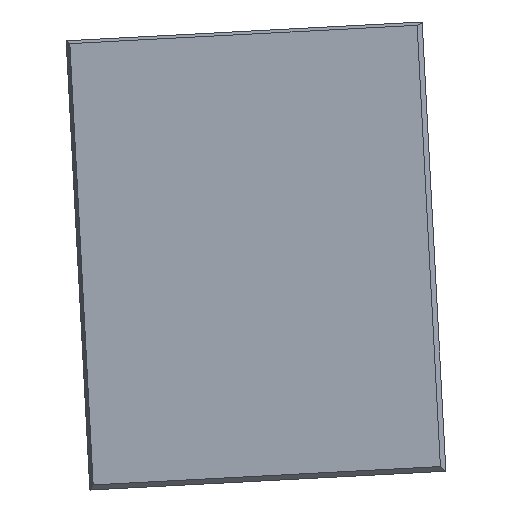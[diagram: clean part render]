
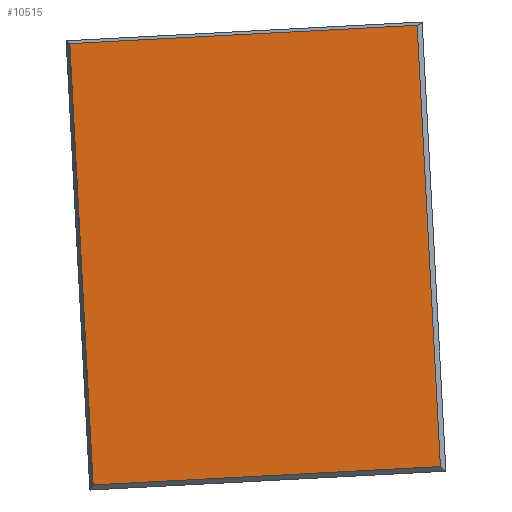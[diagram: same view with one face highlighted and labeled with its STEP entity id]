
A CAD part, left-side view. The second image highlights one B-rep face of the part: STEP entity #10515.
In plain terms, the highlighted planar face has unit normal (-1, 0, 0).
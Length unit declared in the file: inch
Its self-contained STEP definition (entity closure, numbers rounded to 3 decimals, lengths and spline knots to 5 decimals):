
#253 = DIRECTION ( 'NONE',  ( 0., 0.999, -0.053 ) ) ;
#518 = DIRECTION ( 'NONE',  ( 0., 0.053, 0.999 ) ) ;
#1384 = ORIENTED_EDGE ( 'NONE', *, *, #14999, .T. ) ;
#1441 = ORIENTED_EDGE ( 'NONE', *, *, #3439, .T. ) ;
#2209 = CARTESIAN_POINT ( 'NONE',  ( -0.78894, 0.38708, 3.81366 ) ) ;
#2286 = DIRECTION ( 'NONE',  ( 0., 0.053, 0.999 ) ) ;
#2879 = CARTESIAN_POINT ( 'NONE',  ( -0.78894, 0.28042, 2.17561 ) ) ;
#3034 = LINE ( 'NONE', #4454, #7817 ) ;
#3040 = FACE_OUTER_BOUND ( 'NONE', #6850, .T. ) ;
#3439 = EDGE_CURVE ( 'NONE', #5543, #8155, #9578, .T. ) ;
#3555 = CARTESIAN_POINT ( 'NONE',  ( -0.78894, -0.96652, 3.0606 ) ) ;
#4396 = VERTEX_POINT ( 'NONE', #7490 ) ;
#4454 = CARTESIAN_POINT ( 'NONE',  ( -0.78894, 0.2791, 2.15065 ) ) ;
#4557 = CARTESIAN_POINT ( 'NONE',  ( -0.78894, -0.36705, 2.2098 ) ) ;
#4943 = CARTESIAN_POINT ( 'NONE',  ( -0.78894, -1.00965, 2.24373 ) ) ;
#5052 = EDGE_CURVE ( 'NONE', #12778, #5543, #3034, .T. ) ;
#5543 = VERTEX_POINT ( 'NONE', #2879 ) ;
#5585 = DIRECTION ( 'NONE',  ( 0., -0.053, -0.999 ) ) ;
#5780 = AXIS2_PLACEMENT_3D ( 'NONE', #7185, #16098, #518 ) ;
#6677 = LINE ( 'NONE', #2209, #11767 ) ;
#6850 = EDGE_LOOP ( 'NONE', ( #8895, #1441, #1384, #10189 ) ) ;
#7185 = CARTESIAN_POINT ( 'NONE',  ( -0.78894, -0.32391, 3.02666 ) ) ;
#7490 = CARTESIAN_POINT ( 'NONE',  ( -0.78894, -0.9231, 3.88284 ) ) ;
#7817 = VECTOR ( 'NONE', #5585, 39.37008 ) ;
#8155 = VERTEX_POINT ( 'NONE', #4943 ) ;
#8767 = VECTOR ( 'NONE', #2286, 39.37008 ) ;
#8895 = ORIENTED_EDGE ( 'NONE', *, *, #5052, .T. ) ;
#9578 = LINE ( 'NONE', #4557, #12084 ) ;
#10189 = ORIENTED_EDGE ( 'NONE', *, *, #13914, .T. ) ;
#10515 = ADVANCED_FACE ( 'NONE', ( #3040 ), #13612, .T. ) ;
#11767 = VECTOR ( 'NONE', #253, 39.37008 ) ;
#11807 = CARTESIAN_POINT ( 'NONE',  ( -0.78894, 0.36697, 3.81472 ) ) ;
#12084 = VECTOR ( 'NONE', #13372, 39.37008 ) ;
#12778 = VERTEX_POINT ( 'NONE', #11807 ) ;
#13372 = DIRECTION ( 'NONE',  ( 0., -0.999, 0.053 ) ) ;
#13612 = PLANE ( 'NONE',  #5780 ) ;
#13914 = EDGE_CURVE ( 'NONE', #4396, #12778, #6677, .T. ) ;
#14999 = EDGE_CURVE ( 'NONE', #8155, #4396, #15168, .T. ) ;
#15168 = LINE ( 'NONE', #3555, #8767 ) ;
#16098 = DIRECTION ( 'NONE',  ( -1., 0., 0. ) ) ;
